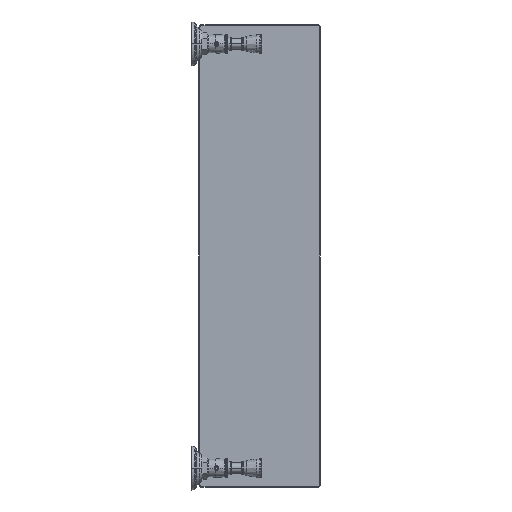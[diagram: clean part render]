
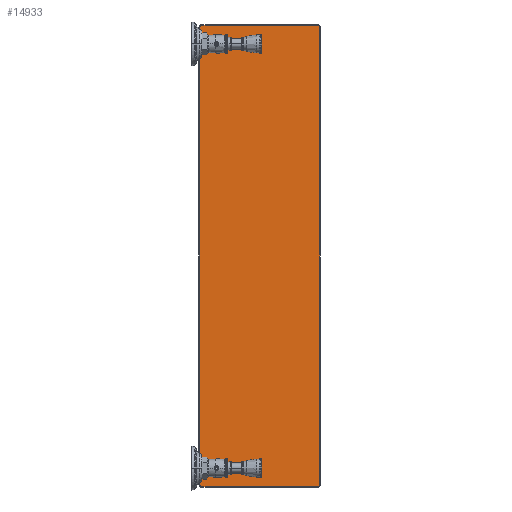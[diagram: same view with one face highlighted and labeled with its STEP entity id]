
A CAD part, front view. The second image highlights one B-rep face of the part: STEP entity #14933.
In plain terms, the highlighted planar face has unit normal (0, -1, 0).
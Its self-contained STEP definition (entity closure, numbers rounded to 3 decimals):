
#14352=CARTESIAN_POINT('',(6.517,1.27,11.84));
#14353=DIRECTION('',(0.,1.,0.));
#14354=DIRECTION('',(0.,0.,1.));
#14355=AXIS2_PLACEMENT_3D('',#14352,#14353,#14354);
#14357=CARTESIAN_POINT('',(6.517,1.27,-11.84));
#14358=DIRECTION('',(0.,1.,0.));
#14359=DIRECTION('',(1.,0.,0.));
#14360=AXIS2_PLACEMENT_3D('',#14357,#14358,#14359);
#14362=CARTESIAN_POINT('',(0.537,1.27,-11.84));
#14363=DIRECTION('',(0.,1.,0.));
#14364=DIRECTION('',(0.,0.,-1.));
#14365=AXIS2_PLACEMENT_3D('',#14362,#14363,#14364);
#14367=CARTESIAN_POINT('',(0.537,1.27,11.84));
#14368=DIRECTION('',(0.,1.,0.));
#14369=DIRECTION('',(-1.,0.,0.));
#14370=AXIS2_PLACEMENT_3D('',#14367,#14368,#14369);
#14385=DIRECTION('',(1.,0.,0.));
#14386=VECTOR('',#14385,5.979);
#14387=CARTESIAN_POINT('',(0.537,1.27,
11.96));
#14388=LINE('',#14387,#14386);
#14406=DIRECTION('',(0.,0.,1.));
#14407=VECTOR('',#14406,23.68);
#14408=CARTESIAN_POINT('',(0.417,1.27,-11.84));
#14409=LINE('',#14408,#14407);
#14427=DIRECTION('',(-1.,0.,0.));
#14428=VECTOR('',#14427,5.979);
#14429=CARTESIAN_POINT('',(6.517,1.27,
-11.96));
#14430=LINE('',#14429,#14428);
#14488=DIRECTION('',(0.,0.,-1.));
#14489=VECTOR('',#14488,23.68);
#14490=CARTESIAN_POINT('',(6.637,1.27,11.84));
#14491=LINE('',#14490,#14489);
#14530=CARTESIAN_POINT('',(3.094,1.27,-11.));
#14531=DIRECTION('',(0.,-1.,0.));
#14532=DIRECTION('',(1.,0.,0.));
#14533=AXIS2_PLACEMENT_3D('',#14530,#14531,#14532);
#14535=CARTESIAN_POINT('',(3.094,1.27,-11.));
#14536=DIRECTION('',(0.,-1.,0.));
#14537=DIRECTION('',(-1.,0.,0.));
#14538=AXIS2_PLACEMENT_3D('',#14535,#14536,#14537);
#14604=CARTESIAN_POINT('',(3.094,1.27,11.));
#14605=DIRECTION('',(0.,-1.,0.));
#14606=DIRECTION('',(1.,0.,0.));
#14607=AXIS2_PLACEMENT_3D('',#14604,#14605,#14606);
#14609=CARTESIAN_POINT('',(3.094,1.27,11.));
#14610=DIRECTION('',(0.,-1.,0.));
#14611=DIRECTION('',(-1.,0.,0.));
#14612=AXIS2_PLACEMENT_3D('',#14609,#14610,#14611);
#14702=CARTESIAN_POINT('',(6.517,1.27,11.96));
#14703=CARTESIAN_POINT('',(6.637,1.27,11.84));
#14704=VERTEX_POINT('',#14702);
#14705=VERTEX_POINT('',#14703);
#14706=CARTESIAN_POINT('',(0.537,1.27,
11.96));
#14707=VERTEX_POINT('',#14706);
#14708=CARTESIAN_POINT('',(0.418,1.27,11.84));
#14709=VERTEX_POINT('',#14708);
#14710=CARTESIAN_POINT('',(0.417,1.27,-11.84));
#14711=VERTEX_POINT('',#14710);
#14712=CARTESIAN_POINT('',(0.537,1.27,
-11.96));
#14713=VERTEX_POINT('',#14712);
#14714=CARTESIAN_POINT('',(6.517,1.27,
-11.96));
#14715=VERTEX_POINT('',#14714);
#14716=CARTESIAN_POINT('',(6.637,1.27,-11.84));
#14717=VERTEX_POINT('',#14716);
#14774=CARTESIAN_POINT('',(3.409,1.27,-11.));
#14775=CARTESIAN_POINT('',(2.779,1.27,-11.));
#14776=VERTEX_POINT('',#14774);
#14777=VERTEX_POINT('',#14775);
#14782=CARTESIAN_POINT('',(3.409,1.27,11.));
#14783=CARTESIAN_POINT('',(2.779,1.27,11.));
#14784=VERTEX_POINT('',#14782);
#14785=VERTEX_POINT('',#14783);
#14899=CARTESIAN_POINT('',(3.527,1.27,0.));
#14900=DIRECTION('',(0.,1.,0.));
#14901=DIRECTION('',(0.,0.,-1.));
#14902=AXIS2_PLACEMENT_3D('',#14899,#14900,#14901);
#14903=PLANE('',#14902);
#14905=ORIENTED_EDGE('',*,*,#14904,.T.);
#14907=ORIENTED_EDGE('',*,*,#14906,.T.);
#14908=ORIENTED_EDGE('',*,*,#14889,.T.);
#14910=ORIENTED_EDGE('',*,*,#14909,.T.);
#14912=ORIENTED_EDGE('',*,*,#14911,.T.);
#14914=ORIENTED_EDGE('',*,*,#14913,.T.);
#14916=ORIENTED_EDGE('',*,*,#14915,.T.);
#14918=ORIENTED_EDGE('',*,*,#14917,.T.);
#14919=EDGE_LOOP('',(#14905,#14907,#14908,#14910,#14912,#14914,#14916,#14918));
#14920=FACE_OUTER_BOUND('',#14919,.F.);
#14922=ORIENTED_EDGE('',*,*,#14921,.T.);
#14924=ORIENTED_EDGE('',*,*,#14923,.T.);
#14925=EDGE_LOOP('',(#14922,#14924));
#14926=FACE_BOUND('',#14925,.F.);
#14928=ORIENTED_EDGE('',*,*,#14927,.T.);
#14930=ORIENTED_EDGE('',*,*,#14929,.T.);
#14931=EDGE_LOOP('',(#14928,#14930));
#14932=FACE_BOUND('',#14931,.F.);
#14933=ADVANCED_FACE('',(#14920,#14926,#14932),#14903,.F.);
#14356=CIRCLE('',#14355,0.12);
#14361=CIRCLE('',#14360,0.12);
#14366=CIRCLE('',#14365,0.12);
#14371=CIRCLE('',#14370,0.12);
#14534=CIRCLE('',#14533,0.315);
#14539=CIRCLE('',#14538,0.315);
#14608=CIRCLE('',#14607,0.315);
#14613=CIRCLE('',#14612,0.315);
#14889=EDGE_CURVE('',#14717,#14715,#14361,.T.);
#14904=EDGE_CURVE('',#14704,#14705,#14356,.T.);
#14906=EDGE_CURVE('',#14705,#14717,#14491,.T.);
#14909=EDGE_CURVE('',#14715,#14713,#14430,.T.);
#14911=EDGE_CURVE('',#14713,#14711,#14366,.T.);
#14913=EDGE_CURVE('',#14711,#14709,#14409,.T.);
#14915=EDGE_CURVE('',#14709,#14707,#14371,.T.);
#14917=EDGE_CURVE('',#14707,#14704,#14388,.T.);
#14921=EDGE_CURVE('',#14776,#14777,#14534,.T.);
#14923=EDGE_CURVE('',#14777,#14776,#14539,.T.);
#14927=EDGE_CURVE('',#14784,#14785,#14608,.T.);
#14929=EDGE_CURVE('',#14785,#14784,#14613,.T.);
